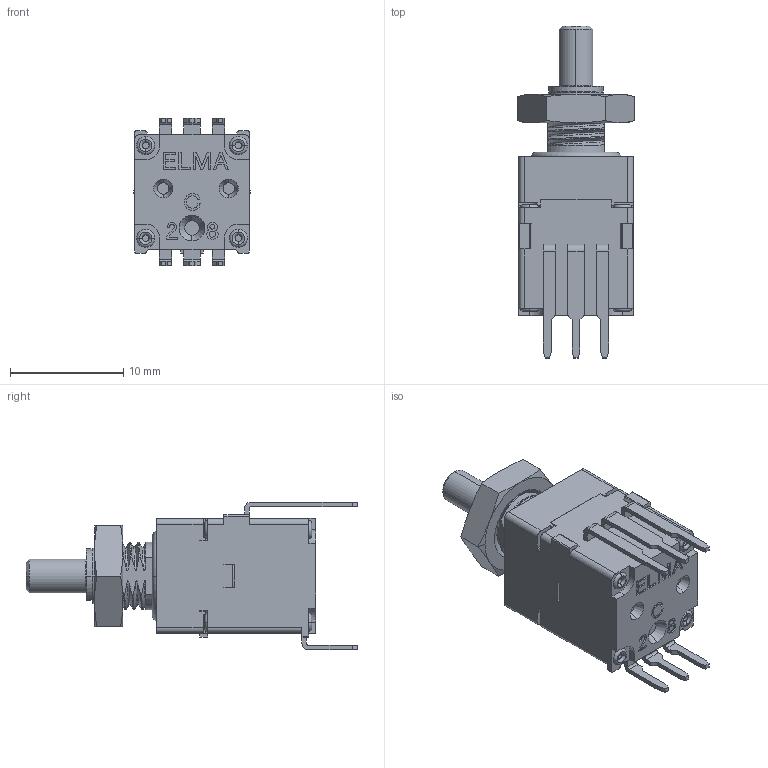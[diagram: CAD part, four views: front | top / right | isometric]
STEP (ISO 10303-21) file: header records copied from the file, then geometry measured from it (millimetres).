
FILE_DESCRIPTION(('OneSpaceDesigner STEP Export'),'2;1');
FILE_NAME('Dummy_07-3XXX-30000X.stp','2010-02-03T11:40:23',(''),(''),'OneSpace Designer STEP processor for AP214 (Solid Model)','OneSpace Designer 13.20A 18-Aug-2005 (C) CoCreate Software GmbH','');
FILE_SCHEMA(('AUTOMOTIVE_DESIGN { 1 0 10303 214 1 1 1 1 }'));
Length unit declared in the file: millimetre
Products named in the file (3): Switch; Nut; Dummy_07-3XXX-30000X
Assembly tree (2 placements, depth 2):
  Dummy_07-3XXX-30000X
    Nut
    Switch
Bounding box: 10.39 x 29.36 x 13.08 mm (x, y, z)
Volume: 1734.2 mm3; surface area: 1637.5 mm2
Topology: 2 solids, 15 shells, 780 faces, 2094 edges, 1356 vertices
Faces by surface type: plane 460, cylinder 150, torus 74, cone 54, bspline 42
Entity records: 34725 total; most frequent: CARTESIAN_POINT 16440, ORIENTED_EDGE 4188, DIRECTION 3177, EDGE_CURVE 2094, VECTOR 1379, LINE 1379, VERTEX_POINT 1356, AXIS2_PLACEMENT_3D 899
